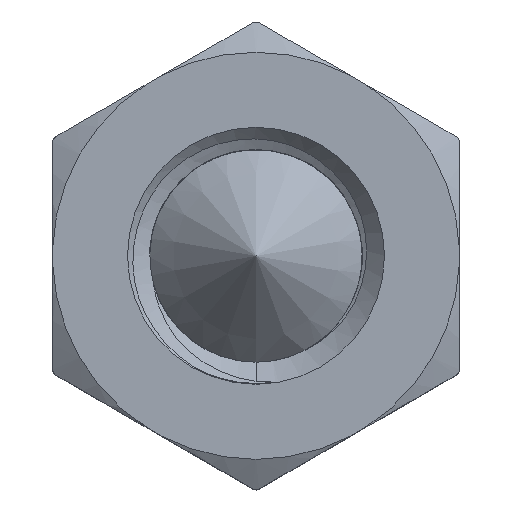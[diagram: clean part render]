
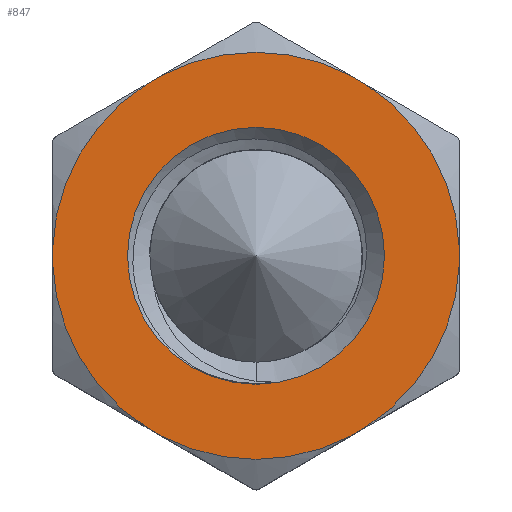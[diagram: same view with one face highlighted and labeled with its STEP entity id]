
A CAD part, top view. The second image highlights one B-rep face of the part: STEP entity #847.
In plain terms, the highlighted face is planar.
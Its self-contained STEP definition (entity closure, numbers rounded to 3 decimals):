
#16=FACE_BOUND('',#166,.T.);
#48=PLANE('',#929);
#117=FACE_OUTER_BOUND('',#165,.T.);
#165=EDGE_LOOP('',(#770,#771,#772,#773,#774,#775,#776,#777,#778,#779,#780,
#781));
#166=EDGE_LOOP('',(#782,#783));
#173=CIRCLE('',#883,4.107);
#174=CIRCLE('',#884,4.107);
#184=CIRCLE('',#916,6.506);
#185=CIRCLE('',#918,6.506);
#186=CIRCLE('',#920,6.506);
#187=CIRCLE('',#922,6.506);
#188=CIRCLE('',#924,6.506);
#189=CIRCLE('',#926,6.506);
#252=LINE('',#2351,#293);
#255=LINE('',#2404,#296);
#261=LINE('',#2458,#302);
#265=LINE('',#2506,#306);
#269=LINE('',#2554,#310);
#270=LINE('',#2604,#311);
#293=VECTOR('',#1017,10.);
#296=VECTOR('',#1032,10.);
#302=VECTOR('',#1042,10.);
#306=VECTOR('',#1054,10.);
#310=VECTOR('',#1066,10.);
#311=VECTOR('',#1103,10.);
#343=VERTEX_POINT('',#1642);
#344=VERTEX_POINT('',#1643);
#357=VERTEX_POINT('',#2346);
#358=VERTEX_POINT('',#2350);
#366=VERTEX_POINT('',#2399);
#367=VERTEX_POINT('',#2403);
#377=VERTEX_POINT('',#2453);
#378=VERTEX_POINT('',#2457);
#385=VERTEX_POINT('',#2501);
#386=VERTEX_POINT('',#2505);
#393=VERTEX_POINT('',#2549);
#394=VERTEX_POINT('',#2553);
#395=VERTEX_POINT('',#2586);
#396=VERTEX_POINT('',#2594);
#437=EDGE_CURVE('',#343,#344,#173,.T.);
#438=EDGE_CURVE('',#344,#343,#174,.T.);
#463=EDGE_CURVE('',#358,#357,#252,.T.);
#475=EDGE_CURVE('',#367,#366,#255,.T.);
#488=EDGE_CURVE('',#378,#377,#261,.T.);
#499=EDGE_CURVE('',#386,#385,#265,.T.);
#510=EDGE_CURVE('',#394,#393,#269,.T.);
#516=EDGE_CURVE('',#357,#378,#184,.T.);
#517=EDGE_CURVE('',#395,#358,#185,.T.);
#519=EDGE_CURVE('',#377,#386,#186,.T.);
#521=EDGE_CURVE('',#366,#396,#187,.T.);
#522=EDGE_CURVE('',#393,#367,#188,.T.);
#523=EDGE_CURVE('',#385,#394,#189,.T.);
#524=EDGE_CURVE('',#396,#395,#270,.T.);
#770=ORIENTED_EDGE('',*,*,#523,.T.);
#771=ORIENTED_EDGE('',*,*,#510,.T.);
#772=ORIENTED_EDGE('',*,*,#522,.T.);
#773=ORIENTED_EDGE('',*,*,#475,.T.);
#774=ORIENTED_EDGE('',*,*,#521,.T.);
#775=ORIENTED_EDGE('',*,*,#524,.T.);
#776=ORIENTED_EDGE('',*,*,#517,.T.);
#777=ORIENTED_EDGE('',*,*,#463,.T.);
#778=ORIENTED_EDGE('',*,*,#516,.T.);
#779=ORIENTED_EDGE('',*,*,#488,.T.);
#780=ORIENTED_EDGE('',*,*,#519,.T.);
#781=ORIENTED_EDGE('',*,*,#499,.T.);
#782=ORIENTED_EDGE('',*,*,#437,.T.);
#783=ORIENTED_EDGE('',*,*,#438,.T.);
#847=ADVANCED_FACE('',(#117,#16),#48,.T.);
#883=AXIS2_PLACEMENT_3D('',#1644,#988,#989);
#884=AXIS2_PLACEMENT_3D('',#1645,#990,#991);
#916=AXIS2_PLACEMENT_3D('',#2584,#1079,#1080);
#918=AXIS2_PLACEMENT_3D('',#2587,#1083,#1084);
#920=AXIS2_PLACEMENT_3D('',#2592,#1087,#1088);
#922=AXIS2_PLACEMENT_3D('',#2598,#1091,#1092);
#924=AXIS2_PLACEMENT_3D('',#2600,#1095,#1096);
#926=AXIS2_PLACEMENT_3D('',#2602,#1099,#1100);
#929=AXIS2_PLACEMENT_3D('',#2751,#1107,#1108);
#988=DIRECTION('center_axis',(0.,0.,-1.));
#989=DIRECTION('ref_axis',(0.,1.,0.));
#990=DIRECTION('center_axis',(0.,0.,-1.));
#991=DIRECTION('ref_axis',(0.,1.,0.));
#1017=DIRECTION('',(0.,-1.,0.));
#1032=DIRECTION('',(-0.866,0.5,0.));
#1042=DIRECTION('',(0.866,-0.5,0.));
#1054=DIRECTION('',(0.866,0.5,0.));
#1066=DIRECTION('',(0.,1.,0.));
#1079=DIRECTION('center_axis',(0.,0.,1.));
#1080=DIRECTION('ref_axis',(0.,1.,0.));
#1083=DIRECTION('center_axis',(0.,0.,1.));
#1084=DIRECTION('ref_axis',(0.,1.,0.));
#1087=DIRECTION('center_axis',(0.,0.,1.));
#1088=DIRECTION('ref_axis',(0.,1.,0.));
#1091=DIRECTION('center_axis',(0.,0.,1.));
#1092=DIRECTION('ref_axis',(0.,1.,0.));
#1095=DIRECTION('center_axis',(0.,0.,1.));
#1096=DIRECTION('ref_axis',(0.,1.,0.));
#1099=DIRECTION('center_axis',(0.,0.,1.));
#1100=DIRECTION('ref_axis',(0.,1.,0.));
#1103=DIRECTION('',(-0.866,-0.5,0.));
#1107=DIRECTION('center_axis',(0.,0.,1.));
#1108=DIRECTION('ref_axis',(1.,0.,0.));
#1642=CARTESIAN_POINT('',(0.,4.107,3.25));
#1643=CARTESIAN_POINT('',(0.,-4.107,3.25));
#1644=CARTESIAN_POINT('Origin',(0.,0.,3.25));
#1645=CARTESIAN_POINT('Origin',(0.,0.,3.25));
#2346=CARTESIAN_POINT('',(-6.5,-0.269,3.25));
#2350=CARTESIAN_POINT('',(-6.5,0.269,3.25));
#2351=CARTESIAN_POINT('',(-6.5,3.753,3.25));
#2399=CARTESIAN_POINT('',(3.017,5.764,3.25));
#2403=CARTESIAN_POINT('',(3.483,5.495,3.25));
#2404=CARTESIAN_POINT('',(6.5,3.753,3.25));
#2453=CARTESIAN_POINT('',(-3.017,-5.764,3.25));
#2457=CARTESIAN_POINT('',(-3.483,-5.495,3.25));
#2458=CARTESIAN_POINT('',(-6.5,-3.753,3.25));
#2501=CARTESIAN_POINT('',(3.483,-5.495,3.25));
#2505=CARTESIAN_POINT('',(3.017,-5.764,3.25));
#2506=CARTESIAN_POINT('',(0.,-7.506,3.25));
#2549=CARTESIAN_POINT('',(6.5,0.269,3.25));
#2553=CARTESIAN_POINT('',(6.5,-0.269,3.25));
#2554=CARTESIAN_POINT('',(6.5,-3.753,3.25));
#2584=CARTESIAN_POINT('Origin',(0.,0.,3.25));
#2586=CARTESIAN_POINT('',(-3.483,5.495,3.25));
#2587=CARTESIAN_POINT('Origin',(0.,0.,3.25));
#2592=CARTESIAN_POINT('Origin',(0.,0.,3.25));
#2594=CARTESIAN_POINT('',(-3.017,5.764,3.25));
#2598=CARTESIAN_POINT('Origin',(0.,0.,3.25));
#2600=CARTESIAN_POINT('Origin',(0.,0.,3.25));
#2602=CARTESIAN_POINT('Origin',(0.,0.,3.25));
#2604=CARTESIAN_POINT('',(0.,7.506,3.25));
#2751=CARTESIAN_POINT('Origin',(0.,0.,3.25));
